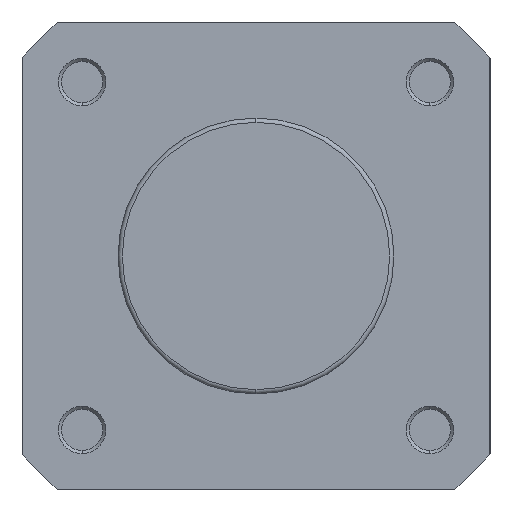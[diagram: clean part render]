
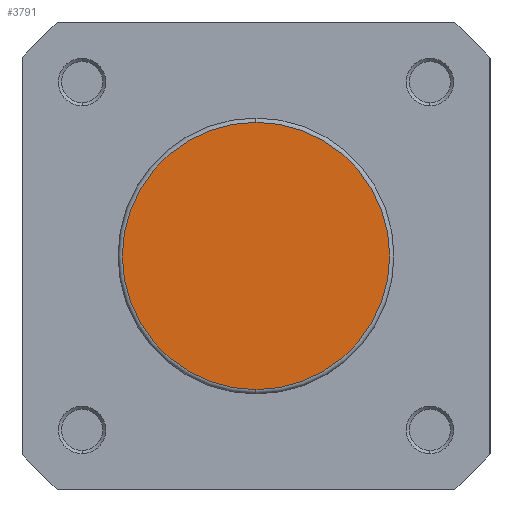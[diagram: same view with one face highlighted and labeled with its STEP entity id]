
A CAD part, left-side view. The second image highlights one B-rep face of the part: STEP entity #3791.
In plain terms, the highlighted planar face has unit normal (-1, 0, 0).
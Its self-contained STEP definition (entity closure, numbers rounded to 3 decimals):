
#107 = CARTESIAN_POINT ( 'NONE',  ( 0., 0., -21.7 ) ) ;
#115 = CARTESIAN_POINT ( 'NONE',  ( 0., 0., 21.7 ) ) ;
#181 = VERTEX_POINT ( 'NONE', #115 ) ;
#189 = VERTEX_POINT ( 'NONE', #107 ) ;
#631 = CARTESIAN_POINT ( 'NONE',  ( 0., 0., 0. ) ) ;
#655 = DIRECTION ( 'NONE',  ( -1., 0., 0. ) ) ;
#656 = DIRECTION ( 'NONE',  ( 0., 0., -1. ) ) ;
#784 = DIRECTION ( 'NONE',  ( -1., 0., 0. ) ) ;
#785 = DIRECTION ( 'NONE',  ( 0., 0., -1. ) ) ;
#1728 = FACE_OUTER_BOUND ( 'NONE', #4103, .T. ) ;
#1912 = CIRCLE ( 'NONE', #3386, 21.7 ) ;
#2816 = CIRCLE ( 'NONE', #3320, 21.7 ) ;
#3320 = AXIS2_PLACEMENT_3D ( 'NONE', #631, #655, #656 ) ;
#3386 = AXIS2_PLACEMENT_3D ( 'NONE', #5479, #784, #785 ) ;
#3451 = AXIS2_PLACEMENT_3D ( 'NONE', #5469, #5466, #5465 ) ;
#3791 = ADVANCED_FACE ( 'NONE', ( #1728 ), #5468, .F. ) ;
#4103 = EDGE_LOOP ( 'NONE', ( #4668, #4667 ) ) ;
#4667 = ORIENTED_EDGE ( 'NONE', *, *, #5869, .T. ) ;
#4668 = ORIENTED_EDGE ( 'NONE', *, *, #5724, .T. ) ;
#5465 = DIRECTION ( 'NONE',  ( 0., 0., -1. ) ) ;
#5466 = DIRECTION ( 'NONE',  ( 1., 0., 0. ) ) ;
#5468 = PLANE ( 'NONE',  #3451 ) ;
#5469 = CARTESIAN_POINT ( 'NONE',  ( 0., 22.4, 0. ) ) ;
#5479 = CARTESIAN_POINT ( 'NONE',  ( 0., 0., 0. ) ) ;
#5724 = EDGE_CURVE ( 'NONE', #189, #181, #1912, .T. ) ;
#5869 = EDGE_CURVE ( 'NONE', #181, #189, #2816, .T. ) ;
